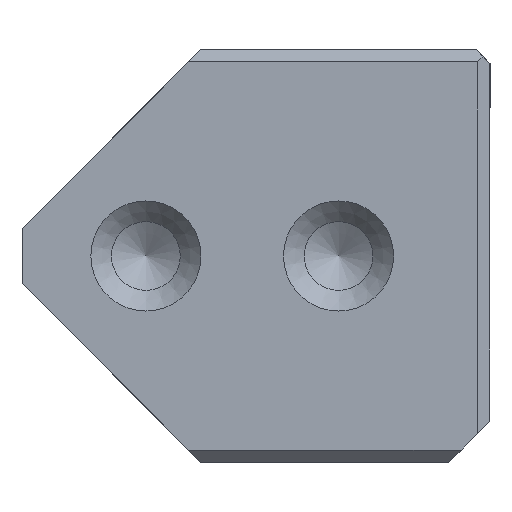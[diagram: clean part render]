
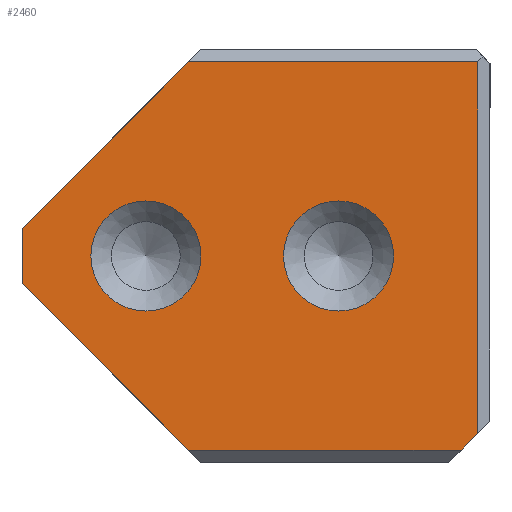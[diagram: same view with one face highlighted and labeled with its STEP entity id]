
A CAD part, left-side view. The second image highlights one B-rep face of the part: STEP entity #2460.
In plain terms, the highlighted planar face has unit normal (-1, 0, 0).
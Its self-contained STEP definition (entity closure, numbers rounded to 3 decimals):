
#2460=ADVANCED_FACE('',(#3365,#3366,#3367),#2837,.T.);
#2837=PLANE('',#8635);
#3074=CIRCLE('',#8633,2.);
#3075=CIRCLE('',#8634,2.);
#3365=FACE_BOUND('',#3582,.T.);
#3366=FACE_BOUND('',#3583,.T.);
#3367=FACE_BOUND('',#3584,.T.);
#3582=EDGE_LOOP('',(#4295));
#3583=EDGE_LOOP('',(#4296));
#3584=EDGE_LOOP('',(#4297,#4298,#4299,#4300,#4301,#4302,#4303));
#4295=ORIENTED_EDGE('',*,*,#6711,.T.);
#4296=ORIENTED_EDGE('',*,*,#6712,.T.);
#4297=ORIENTED_EDGE('',*,*,#6713,.T.);
#4298=ORIENTED_EDGE('',*,*,#6714,.T.);
#4299=ORIENTED_EDGE('',*,*,#6715,.T.);
#4300=ORIENTED_EDGE('',*,*,#6716,.F.);
#4301=ORIENTED_EDGE('',*,*,#6717,.T.);
#4302=ORIENTED_EDGE('',*,*,#6718,.T.);
#4303=ORIENTED_EDGE('',*,*,#6719,.T.);
#6083=VERTEX_POINT('',#11098);
#6084=VERTEX_POINT('',#11100);
#6085=VERTEX_POINT('',#11102);
#6086=VERTEX_POINT('',#11103);
#6087=VERTEX_POINT('',#11105);
#6088=VERTEX_POINT('',#11107);
#6089=VERTEX_POINT('',#11109);
#6090=VERTEX_POINT('',#11111);
#6091=VERTEX_POINT('',#11113);
#6711=EDGE_CURVE('',#6083,#6083,#3074,.T.);
#6712=EDGE_CURVE('',#6084,#6084,#3075,.T.);
#6713=EDGE_CURVE('',#6085,#6086,#7517,.T.);
#6714=EDGE_CURVE('',#6086,#6087,#7518,.T.);
#6715=EDGE_CURVE('',#6087,#6088,#7519,.T.);
#6716=EDGE_CURVE('',#6089,#6088,#7520,.T.);
#6717=EDGE_CURVE('',#6089,#6090,#7521,.T.);
#6718=EDGE_CURVE('',#6090,#6091,#7522,.T.);
#6719=EDGE_CURVE('',#6091,#6085,#7523,.T.);
#7517=LINE('',#11101,#8147);
#7518=LINE('',#11104,#8148);
#7519=LINE('',#11106,#8149);
#7520=LINE('',#11108,#8150);
#7521=LINE('',#11110,#8151);
#7522=LINE('',#11112,#8152);
#7523=LINE('',#11114,#8153);
#8147=VECTOR('',#9183,1.);
#8148=VECTOR('',#9184,1.);
#8149=VECTOR('',#9185,1.);
#8150=VECTOR('',#9186,1.);
#8151=VECTOR('',#9187,1.);
#8152=VECTOR('',#9188,1.);
#8153=VECTOR('',#9189,1.);
#8633=AXIS2_PLACEMENT_3D('',#11097,#9179,#9180);
#8634=AXIS2_PLACEMENT_3D('',#11099,#9181,#9182);
#8635=AXIS2_PLACEMENT_3D('',#11115,#9190,#9191);
#9179=DIRECTION('',(1.,0.,0.));
#9180=DIRECTION('',(0.,0.,-1.));
#9181=DIRECTION('',(1.,0.,0.));
#9182=DIRECTION('',(0.,0.,-1.));
#9183=DIRECTION('',(0.,0.,1.));
#9184=DIRECTION('',(0.,1.,0.));
#9185=DIRECTION('',(0.,0.707,-0.707));
#9186=DIRECTION('',(0.,0.,1.));
#9187=DIRECTION('',(0.,-0.707,-0.707));
#9188=DIRECTION('',(0.,-1.,0.));
#9189=DIRECTION('',(0.,-0.707,0.707));
#9190=DIRECTION('',(-1.,0.,0.));
#9191=DIRECTION('',(0.,0.,-1.));
#11097=CARTESIAN_POINT('',(0.,12.5,7.5));
#11098=CARTESIAN_POINT('',(0.,12.5,5.5));
#11099=CARTESIAN_POINT('',(0.,5.5,7.5));
#11100=CARTESIAN_POINT('',(0.,5.5,5.5));
#11101=CARTESIAN_POINT('',(0.,0.45,0.));
#11102=CARTESIAN_POINT('',(0.,0.45,1.05));
#11103=CARTESIAN_POINT('',(0.,0.45,14.55));
#11104=CARTESIAN_POINT('',(0.,8.5,14.55));
#11105=CARTESIAN_POINT('',(0.,10.95,14.55));
#11106=CARTESIAN_POINT('',(0.,3.858,21.642));
#11107=CARTESIAN_POINT('',(0.,17.,8.5));
#11108=CARTESIAN_POINT('',(0.,17.,0.));
#11109=CARTESIAN_POINT('',(0.,17.,6.5));
#11110=CARTESIAN_POINT('',(0.,18.,7.5));
#11111=CARTESIAN_POINT('',(0.,10.95,0.45));
#11112=CARTESIAN_POINT('',(0.,8.5,0.45));
#11113=CARTESIAN_POINT('',(0.,1.05,0.45));
#11114=CARTESIAN_POINT('',(0.,5.,-3.5));
#11115=CARTESIAN_POINT('',(0.,8.5,0.));
